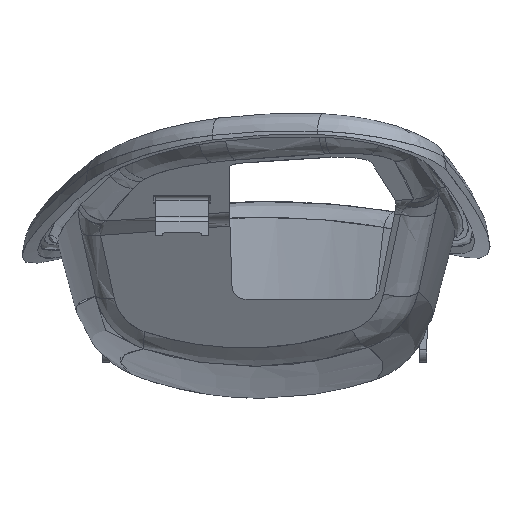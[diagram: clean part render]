
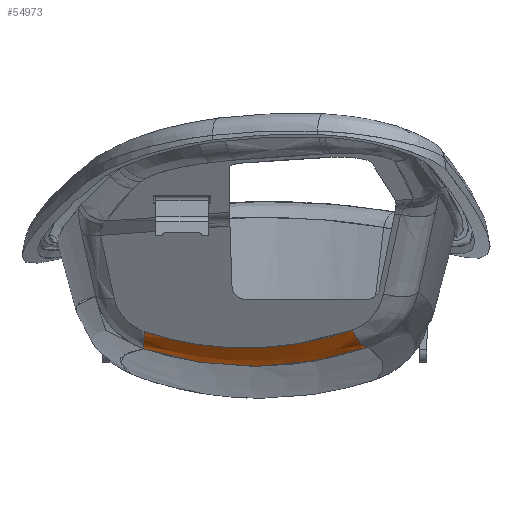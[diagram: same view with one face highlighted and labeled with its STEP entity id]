
A CAD part, left-side view. The second image highlights one B-rep face of the part: STEP entity #54973.
In plain terms, the highlighted free-form (B-spline) face has degree [3, 2] with [24, 3] control points.
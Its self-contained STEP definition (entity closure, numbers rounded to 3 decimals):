
#54973 = ADVANCED_FACE('',(#54974),#55016,.T.);
#54974 = FACE_BOUND('',#54975,.T.);
#54975 = EDGE_LOOP('',(#54976,#54986,#54997,#55005));
#54976 = ORIENTED_EDGE('',*,*,#54977,.T.);
#54977 = EDGE_CURVE('',#54978,#54980,#54982,.T.);
#54978 = VERTEX_POINT('',#54979);
#54979 = CARTESIAN_POINT('',(-125.944,14.154,
    -4.701));
#54980 = VERTEX_POINT('',#54981);
#54981 = CARTESIAN_POINT('',(-123.257,14.306,
    -6.705));
#54982 = ( BOUNDED_CURVE() B_SPLINE_CURVE(2,(#54983,#54984,#54985),
.UNSPECIFIED.,.F.,.F.) B_SPLINE_CURVE_WITH_KNOTS((3,3),(
0.,1.049),.PIECEWISE_BEZIER_KNOTS.) CURVE() 
GEOMETRIC_REPRESENTATION_ITEM() RATIONAL_B_SPLINE_CURVE((1.,
0.866,1.)) REPRESENTATION_ITEM('') );
#54983 = CARTESIAN_POINT('',(-125.944,14.154,
    -4.701));
#54984 = CARTESIAN_POINT('',(-125.156,14.572,
    -6.422));
#54985 = CARTESIAN_POINT('',(-123.257,14.306,
    -6.705));
#54986 = ORIENTED_EDGE('',*,*,#54987,.T.);
#54987 = EDGE_CURVE('',#54980,#54988,#54990,.T.);
#54988 = VERTEX_POINT('',#54989);
#54989 = CARTESIAN_POINT('',(-131.117,-12.33,
    -6.516));
#54990 = B_SPLINE_CURVE_WITH_KNOTS('',3,(#54991,#54992,#54993,#54994,
    #54995,#54996),.UNSPECIFIED.,.F.,.F.,(4,2,4),(0.,0.5,1.),
  .UNSPECIFIED.);
#54991 = CARTESIAN_POINT('',(-123.257,14.306,
    -6.705));
#54992 = CARTESIAN_POINT('',(-124.046,9.866,
    -8.17));
#54993 = CARTESIAN_POINT('',(-125.134,5.351,
    -8.841));
#54994 = CARTESIAN_POINT('',(-127.828,-3.722,
    -8.73));
#54995 = CARTESIAN_POINT('',(-129.4,-8.151,
    -7.938));
#54996 = CARTESIAN_POINT('',(-131.117,-12.33,
    -6.516));
#54997 = ORIENTED_EDGE('',*,*,#54998,.T.);
#54998 = EDGE_CURVE('',#54988,#54999,#55001,.T.);
#54999 = VERTEX_POINT('',#55000);
#55000 = CARTESIAN_POINT('',(-133.77,-10.442,
    -4.466));
#55001 = ( BOUNDED_CURVE() B_SPLINE_CURVE(2,(#55002,#55003,#55004),
.UNSPECIFIED.,.F.,.F.) B_SPLINE_CURVE_WITH_KNOTS((3,3),(
0.,1.223),.PIECEWISE_BEZIER_KNOTS.) CURVE() 
GEOMETRIC_REPRESENTATION_ITEM() RATIONAL_B_SPLINE_CURVE((1.,
0.819,1.)) REPRESENTATION_ITEM('') );
#55002 = CARTESIAN_POINT('',(-131.117,-12.33,
    -6.516));
#55003 = CARTESIAN_POINT('',(-133.268,-11.386,
    -6.559));
#55004 = CARTESIAN_POINT('',(-133.77,-10.442,
    -4.466));
#55005 = ORIENTED_EDGE('',*,*,#55006,.T.);
#55006 = EDGE_CURVE('',#54999,#54978,#55007,.T.);
#55007 = B_SPLINE_CURVE_WITH_KNOTS('',3,(#55008,#55009,#55010,#55011,
    #55012,#55013,#55014,#55015),.UNSPECIFIED.,.F.,.F.,(4,2,2,4),(0.,0.5
    ,0.75,1.),.UNSPECIFIED.);
#55008 = CARTESIAN_POINT('',(-133.77,-10.442,
    -4.466));
#55009 = CARTESIAN_POINT('',(-132.054,-6.595,
    -5.79));
#55010 = CARTESIAN_POINT('',(-130.511,-2.584,
    -6.529));
#55011 = CARTESIAN_POINT('',(-128.49,3.713,
    -6.634));
#55012 = CARTESIAN_POINT('',(-127.879,5.824,
    -6.497));
#55013 = CARTESIAN_POINT('',(-126.803,10.005,
    -5.87));
#55014 = CARTESIAN_POINT('',(-126.335,12.086,
    -5.381));
#55015 = CARTESIAN_POINT('',(-125.944,14.154,
    -4.701));
#55016 = ( BOUNDED_SURFACE() B_SPLINE_SURFACE(3,2,(
    (#55017,#55018,#55019)
    ,(#55020,#55021,#55022)
    ,(#55023,#55024,#55025)
    ,(#55026,#55027,#55028)
    ,(#55029,#55030,#55031)
    ,(#55032,#55033,#55034)
    ,(#55035,#55036,#55037)
    ,(#55038,#55039,#55040)
    ,(#55041,#55042,#55043)
    ,(#55044,#55045,#55046)
    ,(#55047,#55048,#55049)
    ,(#55050,#55051,#55052)
    ,(#55053,#55054,#55055)
    ,(#55056,#55057,#55058)
    ,(#55059,#55060,#55061)
    ,(#55062,#55063,#55064)
    ,(#55065,#55066,#55067)
    ,(#55068,#55069,#55070)
    ,(#55071,#55072,#55073)
    ,(#55074,#55075,#55076)
    ,(#55077,#55078,#55079)
    ,(#55080,#55081,#55082)
    ,(#55083,#55084,#55085)
    ,(#55086,#55087,#55088
)),.UNSPECIFIED.,.F.,.F.,.F.) B_SPLINE_SURFACE_WITH_KNOTS((4,2,2,2,2,2,2
    ,2,2,2,2,4),(3,3),(0.,0.004,0.008,
    0.012,0.016,0.016,
    0.017,0.018,0.02,
    0.023,0.027,0.031),(0.,1.),
.UNSPECIFIED.) GEOMETRIC_REPRESENTATION_ITEM() RATIONAL_B_SPLINE_SURFACE
((
    (1.,0.819,1.)
    ,(1.,0.822,1.)
    ,(1.,0.824,1.)
    ,(1.,0.83,1.)
    ,(1.,0.832,1.)
    ,(1.,0.837,1.)
    ,(1.,0.839,1.)
    ,(1.,0.844,1.)
    ,(1.,0.846,1.)
    ,(1.,0.848,1.)
    ,(1.,0.848,1.)
    ,(1.,0.849,1.)
    ,(1.,0.849,1.)
    ,(1.,0.85,1.)
    ,(1.,0.85,1.)
    ,(1.,0.852,1.)
    ,(1.,0.853,1.)
    ,(1.,0.855,1.)
    ,(1.,0.857,1.)
    ,(1.,0.86,1.)
    ,(1.,0.861,1.)
    ,(1.,0.864,1.)
    ,(1.,0.865,1.)
,(1.,0.866,1.))) REPRESENTATION_ITEM('') SURFACE() );
#55017 = CARTESIAN_POINT('',(-133.77,-10.442,
    -4.466));
#55018 = CARTESIAN_POINT('',(-133.268,-11.386,
    -6.559));
#55019 = CARTESIAN_POINT('',(-131.117,-12.33,
    -6.516));
#55020 = CARTESIAN_POINT('',(-133.341,-9.48,
    -4.797));
#55021 = CARTESIAN_POINT('',(-132.824,-10.368,
    -6.884));
#55022 = CARTESIAN_POINT('',(-130.689,-11.288,
    -6.87));
#55023 = CARTESIAN_POINT('',(-132.923,-8.508,
    -5.091));
#55024 = CARTESIAN_POINT('',(-132.39,-9.337,
    -7.171));
#55025 = CARTESIAN_POINT('',(-130.272,-10.236,
    -7.184));
#55026 = CARTESIAN_POINT('',(-132.109,-6.542,
    -5.602));
#55027 = CARTESIAN_POINT('',(-131.546,-7.254,
    -7.667));
#55028 = CARTESIAN_POINT('',(-129.459,-8.107,
    -7.731));
#55029 = CARTESIAN_POINT('',(-131.714,-5.549,
    -5.821));
#55030 = CARTESIAN_POINT('',(-131.135,-6.203,
    -7.877));
#55031 = CARTESIAN_POINT('',(-129.063,-7.031,
    -7.963));
#55032 = CARTESIAN_POINT('',(-130.945,-3.54,
    -6.179));
#55033 = CARTESIAN_POINT('',(-130.338,-4.078,
    -8.215));
#55034 = CARTESIAN_POINT('',(-128.294,-4.856,
    -8.345));
#55035 = CARTESIAN_POINT('',(-130.572,-2.525,
    -6.32));
#55036 = CARTESIAN_POINT('',(-129.951,-3.006,
    -8.344));
#55037 = CARTESIAN_POINT('',(-127.921,-3.757,
    -8.494));
#55038 = CARTESIAN_POINT('',(-129.85,-0.473,
    -6.521));
#55039 = CARTESIAN_POINT('',(-129.203,-0.839,
    -8.519));
#55040 = CARTESIAN_POINT('',(-127.197,-1.534,
    -8.706));
#55041 = CARTESIAN_POINT('',(-129.501,0.565,
    -6.581));
#55042 = CARTESIAN_POINT('',(-128.841,0.256,
    -8.565));
#55043 = CARTESIAN_POINT('',(-126.846,-0.411,
    -8.768));
#55044 = CARTESIAN_POINT('',(-129.122,1.745,
    -6.601));
#55045 = CARTESIAN_POINT('',(-128.448,1.504,
    -8.568));
#55046 = CARTESIAN_POINT('',(-126.466,0.867,
    -8.786));
#55047 = CARTESIAN_POINT('',(-129.08,1.877,
    -6.602));
#55048 = CARTESIAN_POINT('',(-128.404,1.642,
    -8.567));
#55049 = CARTESIAN_POINT('',(-126.424,1.01,
    -8.788));
#55050 = CARTESIAN_POINT('',(-128.997,2.14,
    -6.604));
#55051 = CARTESIAN_POINT('',(-128.318,1.92,
    -8.565));
#55052 = CARTESIAN_POINT('',(-126.34,1.294,
    -8.789));
#55053 = CARTESIAN_POINT('',(-128.955,2.272,
    -6.604));
#55054 = CARTESIAN_POINT('',(-128.275,2.058,
    -8.563));
#55055 = CARTESIAN_POINT('',(-126.298,1.437,
    -8.789));
#55056 = CARTESIAN_POINT('',(-128.831,2.667,
    -6.603));
#55057 = CARTESIAN_POINT('',(-128.147,2.475,
    -8.555));
#55058 = CARTESIAN_POINT('',(-126.174,1.865,
    -8.786));
#55059 = CARTESIAN_POINT('',(-128.75,2.93,
    -6.599));
#55060 = CARTESIAN_POINT('',(-128.062,2.753,
    -8.548));
#55061 = CARTESIAN_POINT('',(-126.092,2.15,
    -8.781));
#55062 = CARTESIAN_POINT('',(-128.509,3.72,
    -6.58));
#55063 = CARTESIAN_POINT('',(-127.813,3.585,
    -8.516));
#55064 = CARTESIAN_POINT('',(-125.849,3.006,
    -8.759));
#55065 = CARTESIAN_POINT('',(-128.352,4.246,
    -6.556));
#55066 = CARTESIAN_POINT('',(-127.651,4.139,
    -8.483));
#55067 = CARTESIAN_POINT('',(-125.692,3.575,
    -8.732));
#55068 = CARTESIAN_POINT('',(-127.896,5.822,
    -6.453));
#55069 = CARTESIAN_POINT('',(-127.179,5.797,
    -8.353));
#55070 = CARTESIAN_POINT('',(-125.233,5.281,
    -8.616));
#55071 = CARTESIAN_POINT('',(-127.61,6.869,
    -6.34));
#55072 = CARTESIAN_POINT('',(-126.882,6.901,
    -8.221));
#55073 = CARTESIAN_POINT('',(-124.944,6.416,
    -8.492));
#55074 = CARTESIAN_POINT('',(-127.072,8.96,
    -6.027));
#55075 = CARTESIAN_POINT('',(-126.325,9.102,
    -7.866));
#55076 = CARTESIAN_POINT('',(-124.401,8.68,
    -8.148));
#55077 = CARTESIAN_POINT('',(-126.82,10.003,
    -5.826));
#55078 = CARTESIAN_POINT('',(-126.065,10.2,
    -7.644));
#55079 = CARTESIAN_POINT('',(-124.147,9.809,
    -7.929));
#55080 = CARTESIAN_POINT('',(-126.354,12.083,
    -5.333));
#55081 = CARTESIAN_POINT('',(-125.582,12.389,
    -7.105));
#55082 = CARTESIAN_POINT('',(-123.674,12.062,
    -7.392));
#55083 = CARTESIAN_POINT('',(-126.139,13.12,
    -5.041));
#55084 = CARTESIAN_POINT('',(-125.359,13.482,
    -6.789));
#55085 = CARTESIAN_POINT('',(-123.456,13.185,
    -7.075));
#55086 = CARTESIAN_POINT('',(-125.944,14.154,
    -4.701));
#55087 = CARTESIAN_POINT('',(-125.156,14.572,
    -6.422));
#55088 = CARTESIAN_POINT('',(-123.257,14.306,
    -6.705));
